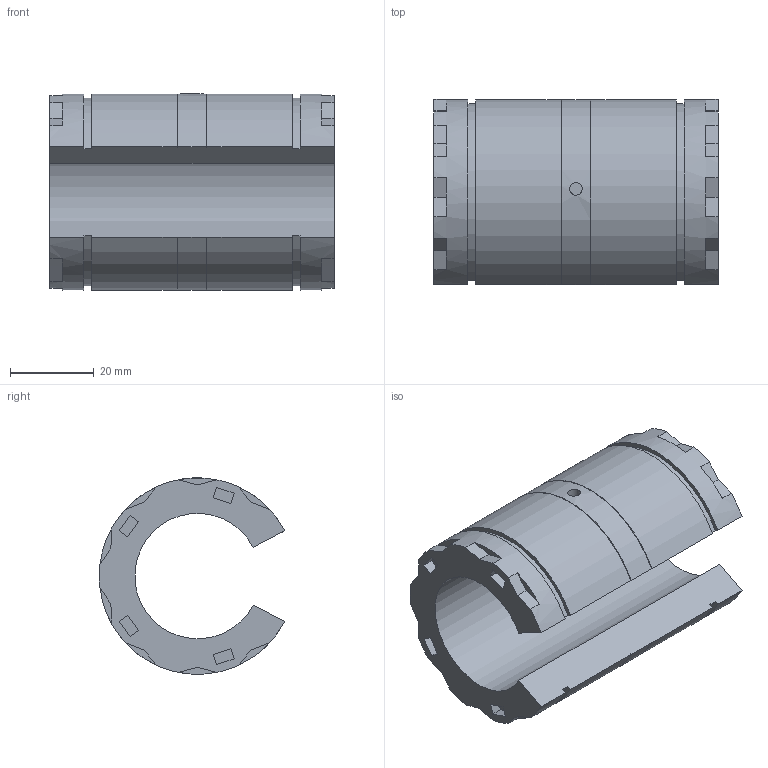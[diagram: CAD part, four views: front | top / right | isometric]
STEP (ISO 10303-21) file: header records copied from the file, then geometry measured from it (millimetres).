
FILE_DESCRIPTION(/* description */ ('STEP AP214'),/* implementation_level */ '2;1');
FILE_NAME(/* name */ 'SSEM30OPN',/* time_stamp */ '2024-01-10T15:53:47+01:00',/* author */ ('License CC BY-ND 4.0'),/* organization */ ('CADENAS'),/* preprocessor_version */ 'ST-DEVELOPER v19.3',/* originating_system */ 'PARTsolutions',/* authorisation */ ' ');
FILE_SCHEMA (('AUTOMOTIVE_DESIGN {1 0 10303 214 3 1 1}'));
Length unit declared in the file: millimetre
Products named in the file (1): SSEM30OPN
Bounding box: 68 x 44.33 x 46.95 mm (x, y, z)
Volume: 58110.5 mm3; surface area: 17690.6 mm2
Topology: 1 solids, 1 shells, 110 faces, 297 edges, 198 vertices
Faces by surface type: plane 97, cylinder 9, cone 4
Full cylindrical faces by diameter (mm): 3 x1
Entity records: 3465 total; most frequent: CARTESIAN_POINT 615, ORIENTED_EDGE 592, DIRECTION 568, EDGE_CURVE 296, LINE 244, VECTOR 244, VERTEX_POINT 198, AXIS2_PLACEMENT_3D 162
